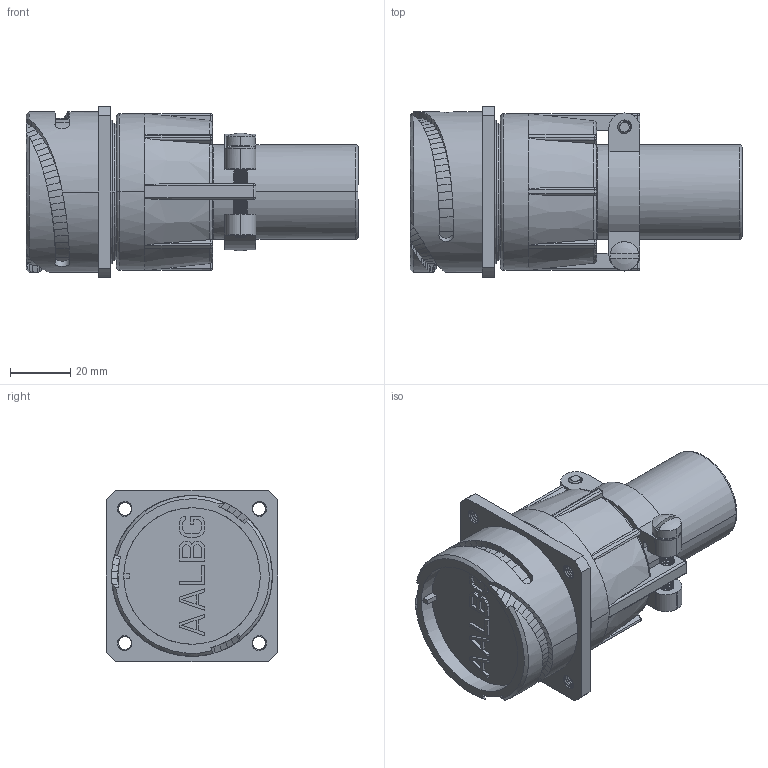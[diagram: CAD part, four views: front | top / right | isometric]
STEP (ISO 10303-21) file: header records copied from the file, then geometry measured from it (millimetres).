
FILE_DESCRIPTION((''),'2;1');
FILE_NAME('VG95234J-32_SW0001','2023-03-06T14:42:35',('paultorloting'),('NET AG system integration'),'CREO PARAMETRIC BY PTC INC, 2021404','CREO PARAMETRIC BY PTC INC, 2021404','');
FILE_SCHEMA(('AUTOMOTIVE_DESIGN { 1 0 10303 214 1 1 1 1 }'));
Length unit declared in the file: millimetre
Products named in the file (1): VG95234J-32_SW0001
Bounding box: 110.24 x 57 x 57 mm (x, y, z)
Volume: 140203.9 mm3; surface area: 35272.7 mm2
Topology: 1 solids, 1 shells, 1095 faces, 2993 edges, 1907 vertices
Faces by surface type: plane 408, bspline 299, cylinder 297, cone 55, torus 20, sphere 16
Entity records: 69704 total; most frequent: CARTESIAN_POINT 38519, ORIENTED_EDGE 5986, DIRECTION 3890, EDGE_CURVE 2993, VERTEX_POINT 1907, VECTOR 1505, LINE 1505, AXIS2_PLACEMENT_3D 1191
